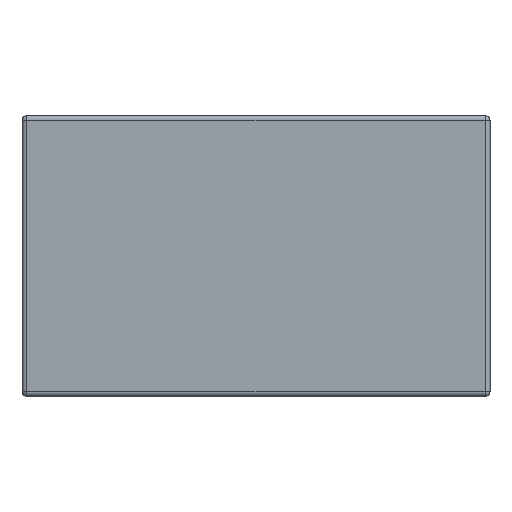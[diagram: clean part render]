
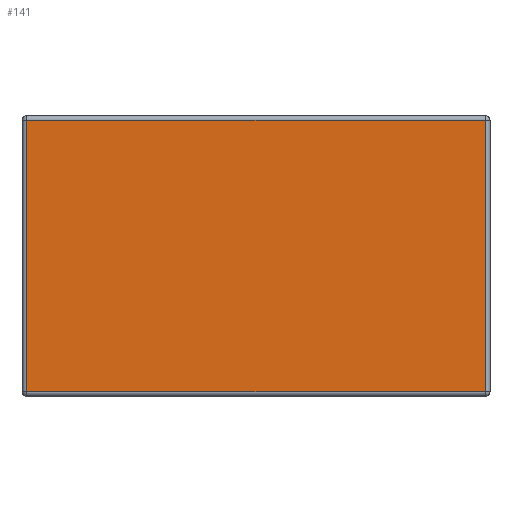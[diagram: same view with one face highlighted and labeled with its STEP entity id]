
A CAD part, front view. The second image highlights one B-rep face of the part: STEP entity #141.
In plain terms, the highlighted planar face has unit normal (0, -1, 0).
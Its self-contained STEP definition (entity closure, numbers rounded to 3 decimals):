
#141 = ADVANCED_FACE( '', ( #255 ), #256, .T. );
#255 = FACE_OUTER_BOUND( '', #353, .T. );
#256 = PLANE( '', #354 );
#353 = EDGE_LOOP( '', ( #544, #545, #546, #547 ) );
#354 = AXIS2_PLACEMENT_3D( '', #548, #549, #550 );
#544 = ORIENTED_EDGE( '', *, *, #663, .T. );
#545 = ORIENTED_EDGE( '', *, *, #650, .T. );
#546 = ORIENTED_EDGE( '', *, *, #688, .T. );
#547 = ORIENTED_EDGE( '', *, *, #689, .T. );
#548 = CARTESIAN_POINT( '', ( -1., -0.5, -0.6 ) );
#549 = DIRECTION( '', ( 0., -1., 0. ) );
#550 = DIRECTION( '', ( 0., 0., -1. ) );
#650 = EDGE_CURVE( '', #757, #762, #764, .T. );
#663 = EDGE_CURVE( '', #780, #757, #782, .T. );
#688 = EDGE_CURVE( '', #762, #811, #812, .T. );
#689 = EDGE_CURVE( '', #811, #780, #813, .T. );
#757 = VERTEX_POINT( '', #900 );
#762 = VERTEX_POINT( '', #906 );
#764 = LINE( '', #908, #909 );
#780 = VERTEX_POINT( '', #927 );
#782 = LINE( '', #929, #930 );
#811 = VERTEX_POINT( '', #969 );
#812 = LINE( '', #970, #971 );
#813 = LINE( '', #972, #973 );
#900 = CARTESIAN_POINT( '', ( -0.98, -0.5, -0.58 ) );
#906 = CARTESIAN_POINT( '', ( 0.98, -0.5, -0.58 ) );
#908 = CARTESIAN_POINT( '', ( 1., -0.5, -0.58 ) );
#909 = VECTOR( '', #1030, 1000. );
#927 = CARTESIAN_POINT( '', ( -0.98, -0.5, 0.58 ) );
#929 = CARTESIAN_POINT( '', ( -0.98, -0.5, -0.6 ) );
#930 = VECTOR( '', #1054, 1000. );
#969 = CARTESIAN_POINT( '', ( 0.98, -0.5, 0.58 ) );
#970 = CARTESIAN_POINT( '', ( 0.98, -0.5, 0.6 ) );
#971 = VECTOR( '', #1080, 1000. );
#972 = CARTESIAN_POINT( '', ( -1., -0.5, 0.58 ) );
#973 = VECTOR( '', #1081, 1000. );
#1030 = DIRECTION( '', ( 1., 0., 0. ) );
#1054 = DIRECTION( '', ( 0., 0., -1. ) );
#1080 = DIRECTION( '', ( 0., 0., 1. ) );
#1081 = DIRECTION( '', ( -1., 0., 0. ) );
